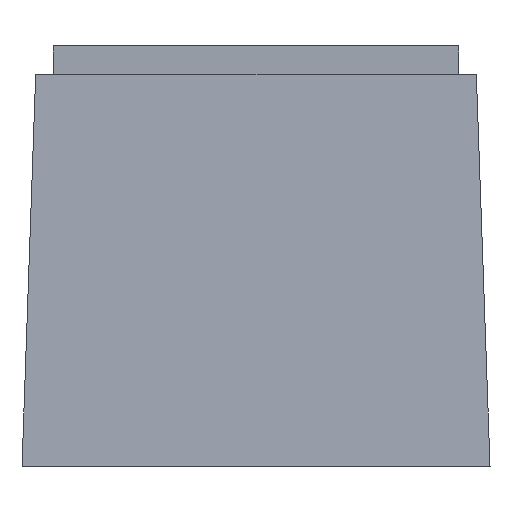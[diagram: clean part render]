
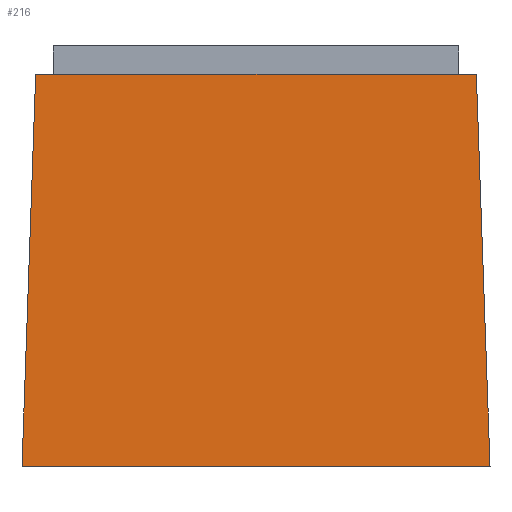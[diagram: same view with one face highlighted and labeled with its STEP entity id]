
A CAD part, left-side view. The second image highlights one B-rep face of the part: STEP entity #216.
In plain terms, the highlighted planar face has unit normal (-0.999, 0, 0.035).
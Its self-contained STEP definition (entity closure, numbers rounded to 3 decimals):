
#117=FACE_OUTER_BOUND('',#454,.T.);
#216=ADVANCED_FACE('',(#117),#265,.T.);
#265=PLANE('',#956);
#300=LINE('',#1351,#350);
#316=LINE('',#1386,#366);
#318=LINE('',#1390,#368);
#319=LINE('',#1391,#369);
#350=VECTOR('',#1022,1.);
#366=VECTOR('',#1050,1.);
#368=VECTOR('',#1054,1.);
#369=VECTOR('',#1055,1.);
#454=EDGE_LOOP('',(#565,#566,#567,#568));
#565=ORIENTED_EDGE('',*,*,#867,.F.);
#566=ORIENTED_EDGE('',*,*,#847,.T.);
#567=ORIENTED_EDGE('',*,*,#868,.F.);
#568=ORIENTED_EDGE('',*,*,#865,.F.);
#767=VERTEX_POINT('',#1352);
#768=VERTEX_POINT('',#1353);
#779=VERTEX_POINT('',#1385);
#780=VERTEX_POINT('',#1387);
#847=EDGE_CURVE('',#767,#768,#300,.T.);
#865=EDGE_CURVE('',#779,#780,#316,.T.);
#867=EDGE_CURVE('',#767,#779,#318,.T.);
#868=EDGE_CURVE('',#780,#768,#319,.T.);
#956=AXIS2_PLACEMENT_3D('',#1392,#1056,#1057);
#1022=DIRECTION('',(0.,-1.,0.));
#1050=DIRECTION('',(0.,-1.,0.));
#1054=DIRECTION('',(0.035,-0.035,0.999));
#1055=DIRECTION('',(-0.035,-0.035,-0.999));
#1056=DIRECTION('',(-0.999,0.,0.035));
#1057=DIRECTION('',(-0.035,0.,-0.999));
#1351=CARTESIAN_POINT('',(-9.857,11.,-0.2));
#1352=CARTESIAN_POINT('',(-9.857,9.857,-0.2));
#1353=CARTESIAN_POINT('',(-9.857,-9.857,-0.2));
#1385=CARTESIAN_POINT('',(-9.281,9.281,16.3));
#1386=CARTESIAN_POINT('',(-9.281,11.,16.3));
#1387=CARTESIAN_POINT('',(-9.281,-9.281,16.3));
#1390=CARTESIAN_POINT('',(-9.734,9.734,3.313));
#1391=CARTESIAN_POINT('',(-9.707,-9.707,4.079));
#1392=CARTESIAN_POINT('',(-9.733,11.,3.357));
